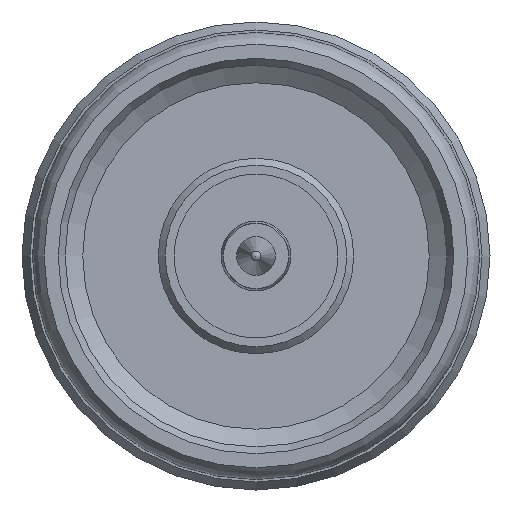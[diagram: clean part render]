
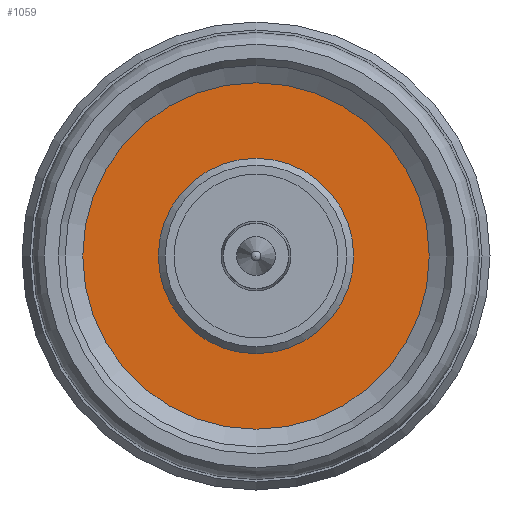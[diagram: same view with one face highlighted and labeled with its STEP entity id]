
A CAD part, left-side view. The second image highlights one B-rep face of the part: STEP entity #1059.
In plain terms, the highlighted planar face has unit normal (-1, 0, 0).
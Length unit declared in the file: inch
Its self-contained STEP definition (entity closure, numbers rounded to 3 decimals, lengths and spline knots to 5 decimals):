
#48 = CARTESIAN_POINT ( 'NONE',  ( 1.71137, 0., 0. ) ) ;
#174 = DIRECTION ( 'NONE',  ( 1., 0., 0. ) ) ;
#285 = DIRECTION ( 'NONE',  ( 1., 0., 0. ) ) ;
#315 = CARTESIAN_POINT ( 'NONE',  ( 1.71137, 0., -0.17461 ) ) ;
#405 = ORIENTED_EDGE ( 'NONE', *, *, #1459, .T. ) ;
#416 = EDGE_LOOP ( 'NONE', ( #514 ) ) ;
#470 = AXIS2_PLACEMENT_3D ( 'NONE', #48, #285, #1669 ) ;
#486 = FACE_OUTER_BOUND ( 'NONE', #416, .T. ) ;
#504 = FACE_BOUND ( 'NONE', #1367, .T. ) ;
#514 = ORIENTED_EDGE ( 'NONE', *, *, #1579, .F. ) ;
#702 = DIRECTION ( 'NONE',  ( 0., 0., -1. ) ) ;
#831 = CARTESIAN_POINT ( 'NONE',  ( 1.71137, 0., -0.32535 ) ) ;
#924 = CIRCLE ( 'NONE', #1538, 0.1644 ) ;
#1059 = ADVANCED_FACE ( 'NONE', ( #486, #504 ), #1516, .F. ) ;
#1067 = CIRCLE ( 'NONE', #1365, 0.31514 ) ;
#1339 = CARTESIAN_POINT ( 'NONE',  ( 1.71137, 0., -0.01021 ) ) ;
#1365 = AXIS2_PLACEMENT_3D ( 'NONE', #1339, #1496, #1504 ) ;
#1367 = EDGE_LOOP ( 'NONE', ( #405 ) ) ;
#1459 = EDGE_CURVE ( 'NONE', #1588, #1588, #924, .T. ) ;
#1496 = DIRECTION ( 'NONE',  ( 1., 0., 0. ) ) ;
#1504 = DIRECTION ( 'NONE',  ( 0., 0., -1. ) ) ;
#1516 = PLANE ( 'NONE',  #470 ) ;
#1538 = AXIS2_PLACEMENT_3D ( 'NONE', #1794, #174, #702 ) ;
#1579 = EDGE_CURVE ( 'NONE', #1681, #1681, #1067, .T. ) ;
#1588 = VERTEX_POINT ( 'NONE', #315 ) ;
#1669 = DIRECTION ( 'NONE',  ( 0., 0., -1. ) ) ;
#1681 = VERTEX_POINT ( 'NONE', #831 ) ;
#1794 = CARTESIAN_POINT ( 'NONE',  ( 1.71137, 0., -0.01021 ) ) ;
